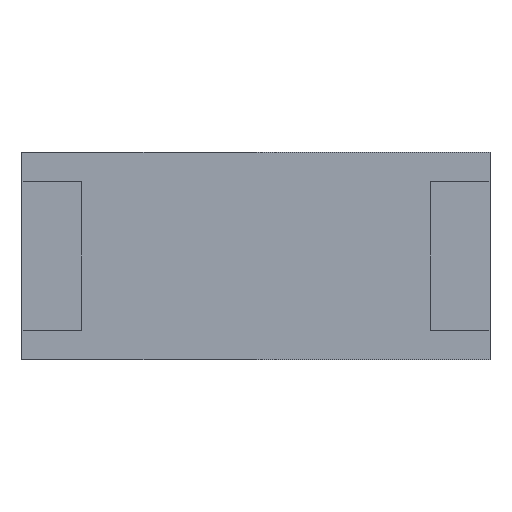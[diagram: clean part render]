
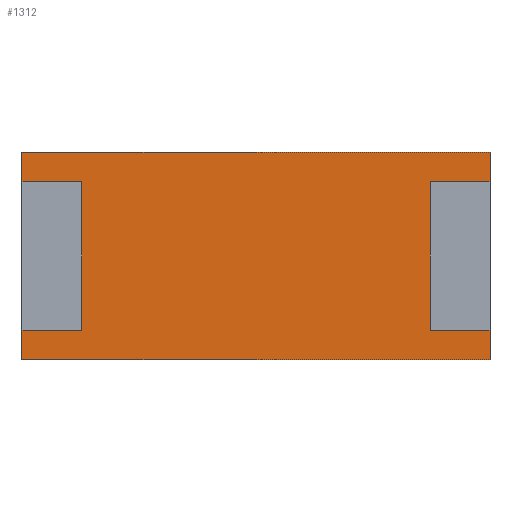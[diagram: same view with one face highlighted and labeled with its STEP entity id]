
A CAD part, front view. The second image highlights one B-rep face of the part: STEP entity #1312.
In plain terms, the highlighted planar face has unit normal (0, -1, 0).
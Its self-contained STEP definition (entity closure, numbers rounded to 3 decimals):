
#5 = ORIENTED_EDGE ( 'NONE', *, *, #543, .F. ) ;
#59 = EDGE_CURVE ( 'NONE', #774, #112, #761, .T. ) ;
#68 = EDGE_CURVE ( 'NONE', #899, #1242, #70, .T. ) ;
#70 = LINE ( 'NONE', #686, #1303 ) ;
#87 = DIRECTION ( 'NONE',  ( -1., 0., 0. ) ) ;
#88 = DIRECTION ( 'NONE',  ( 0., 0., 1. ) ) ;
#107 = DIRECTION ( 'NONE',  ( 1., 0., 0. ) ) ;
#112 = VERTEX_POINT ( 'NONE', #181 ) ;
#136 = DIRECTION ( 'NONE',  ( 0., 0., 1. ) ) ;
#151 = EDGE_CURVE ( 'NONE', #1189, #899, #170, .T. ) ;
#168 = VECTOR ( 'NONE', #107, 1000. ) ;
#170 = LINE ( 'NONE', #344, #862 ) ;
#181 = CARTESIAN_POINT ( 'NONE',  ( 19.55, -11.2, 17.3 ) ) ;
#209 = ORIENTED_EDGE ( 'NONE', *, *, #68, .F. ) ;
#241 = CARTESIAN_POINT ( 'NONE',  ( -14.55, -11.2, 2.45 ) ) ;
#266 = EDGE_CURVE ( 'NONE', #1038, #352, #795, .T. ) ;
#283 = EDGE_CURVE ( 'NONE', #1288, #774, #493, .T. ) ;
#297 = CARTESIAN_POINT ( 'NONE',  ( 14.55, -11.2, 2.45 ) ) ;
#311 = CARTESIAN_POINT ( 'NONE',  ( 19.55, -11.2, 0. ) ) ;
#323 = CARTESIAN_POINT ( 'NONE',  ( 14.55, -11.2, 14.85 ) ) ;
#344 = CARTESIAN_POINT ( 'NONE',  ( -19.55, -11.2, 0. ) ) ;
#352 = VERTEX_POINT ( 'NONE', #323 ) ;
#361 = LINE ( 'NONE', #550, #964 ) ;
#396 = VERTEX_POINT ( 'NONE', #511 ) ;
#397 = CARTESIAN_POINT ( 'NONE',  ( 19.55, -11.2, 14.85 ) ) ;
#416 = CARTESIAN_POINT ( 'NONE',  ( 14.55, -11.2, 14.85 ) ) ;
#417 = ORIENTED_EDGE ( 'NONE', *, *, #584, .F. ) ;
#463 = CARTESIAN_POINT ( 'NONE',  ( 19.55, -11.2, 17.3 ) ) ;
#470 = CARTESIAN_POINT ( 'NONE',  ( -19.55, -11.2, 14.85 ) ) ;
#471 = CARTESIAN_POINT ( 'NONE',  ( 19.55, -11.2, 17.3 ) ) ;
#493 = LINE ( 'NONE', #697, #1336 ) ;
#500 = ORIENTED_EDGE ( 'NONE', *, *, #283, .F. ) ;
#511 = CARTESIAN_POINT ( 'NONE',  ( 14.55, -11.2, 2.45 ) ) ;
#528 = CARTESIAN_POINT ( 'NONE',  ( 19.55, -11.2, 2.45 ) ) ;
#540 = VERTEX_POINT ( 'NONE', #1275 ) ;
#543 = EDGE_CURVE ( 'NONE', #1242, #540, #361, .T. ) ;
#550 = CARTESIAN_POINT ( 'NONE',  ( -14.55, -11.2, 2.45 ) ) ;
#561 = ORIENTED_EDGE ( 'NONE', *, *, #850, .F. ) ;
#563 = LINE ( 'NONE', #1064, #1296 ) ;
#584 = EDGE_CURVE ( 'NONE', #933, #1230, #661, .T. ) ;
#601 = ORIENTED_EDGE ( 'NONE', *, *, #151, .F. ) ;
#608 = ORIENTED_EDGE ( 'NONE', *, *, #1327, .T. ) ;
#620 = CARTESIAN_POINT ( 'NONE',  ( 14.55, -11.2, 2.45 ) ) ;
#657 = EDGE_CURVE ( 'NONE', #112, #1038, #780, .T. ) ;
#658 = DIRECTION ( 'NONE',  ( 1., 0., 0. ) ) ;
#661 = LINE ( 'NONE', #463, #1248 ) ;
#686 = CARTESIAN_POINT ( 'NONE',  ( -14.55, -11.2, 2.45 ) ) ;
#687 = EDGE_CURVE ( 'NONE', #540, #1288, #1005, .T. ) ;
#697 = CARTESIAN_POINT ( 'NONE',  ( -19.55, -11.2, 0. ) ) ;
#701 = CARTESIAN_POINT ( 'NONE',  ( -19.55, -11.2, 2.45 ) ) ;
#722 = VECTOR ( 'NONE', #87, 1000. ) ;
#751 = FACE_OUTER_BOUND ( 'NONE', #1156, .T. ) ;
#761 = LINE ( 'NONE', #885, #773 ) ;
#771 = CARTESIAN_POINT ( 'NONE',  ( -14.55, -11.2, 14.85 ) ) ;
#773 = VECTOR ( 'NONE', #658, 1000. ) ;
#774 = VERTEX_POINT ( 'NONE', #1123 ) ;
#780 = LINE ( 'NONE', #471, #855 ) ;
#787 = DIRECTION ( 'NONE',  ( 0., 0., -1. ) ) ;
#795 = LINE ( 'NONE', #416, #983 ) ;
#837 = ORIENTED_EDGE ( 'NONE', *, *, #1053, .F. ) ;
#850 = EDGE_CURVE ( 'NONE', #396, #933, #930, .T. ) ;
#855 = VECTOR ( 'NONE', #1311, 1000. ) ;
#862 = VECTOR ( 'NONE', #1061, 1000. ) ;
#877 = DIRECTION ( 'NONE',  ( 0., 1., 0. ) ) ;
#880 = ORIENTED_EDGE ( 'NONE', *, *, #687, .F. ) ;
#885 = CARTESIAN_POINT ( 'NONE',  ( -11.45, -11.2, 17.3 ) ) ;
#899 = VERTEX_POINT ( 'NONE', #701 ) ;
#930 = LINE ( 'NONE', #620, #168 ) ;
#933 = VERTEX_POINT ( 'NONE', #528 ) ;
#956 = DIRECTION ( 'NONE',  ( 0., 0., -1. ) ) ;
#964 = VECTOR ( 'NONE', #973, 1000. ) ;
#973 = DIRECTION ( 'NONE',  ( 0., 0., 1. ) ) ;
#976 = ORIENTED_EDGE ( 'NONE', *, *, #59, .F. ) ;
#983 = VECTOR ( 'NONE', #1241, 1000. ) ;
#1005 = LINE ( 'NONE', #771, #722 ) ;
#1025 = AXIS2_PLACEMENT_3D ( 'NONE', #1166, #877, #136 ) ;
#1038 = VERTEX_POINT ( 'NONE', #397 ) ;
#1053 = EDGE_CURVE ( 'NONE', #352, #396, #1310, .T. ) ;
#1057 = PLANE ( 'NONE',  #1025 ) ;
#1061 = DIRECTION ( 'NONE',  ( 0., 0., 1. ) ) ;
#1064 = CARTESIAN_POINT ( 'NONE',  ( -16.45, -11.2, 0. ) ) ;
#1081 = DIRECTION ( 'NONE',  ( 1., 0., 0. ) ) ;
#1123 = CARTESIAN_POINT ( 'NONE',  ( -19.55, -11.2, 17.3 ) ) ;
#1156 = EDGE_LOOP ( 'NONE', ( #1174, #1175, #976, #500, #880, #5, #209, #601, #608, #417, #561, #837 ) ) ;
#1160 = CARTESIAN_POINT ( 'NONE',  ( -19.55, -11.2, 0. ) ) ;
#1166 = CARTESIAN_POINT ( 'NONE',  ( -16.45, -11.2, 5. ) ) ;
#1174 = ORIENTED_EDGE ( 'NONE', *, *, #266, .F. ) ;
#1175 = ORIENTED_EDGE ( 'NONE', *, *, #657, .F. ) ;
#1189 = VERTEX_POINT ( 'NONE', #1160 ) ;
#1230 = VERTEX_POINT ( 'NONE', #311 ) ;
#1241 = DIRECTION ( 'NONE',  ( -1., 0., 0. ) ) ;
#1242 = VERTEX_POINT ( 'NONE', #241 ) ;
#1248 = VECTOR ( 'NONE', #956, 1000. ) ;
#1275 = CARTESIAN_POINT ( 'NONE',  ( -14.55, -11.2, 14.85 ) ) ;
#1288 = VERTEX_POINT ( 'NONE', #470 ) ;
#1296 = VECTOR ( 'NONE', #1081, 1000. ) ;
#1303 = VECTOR ( 'NONE', #1308, 1000. ) ;
#1308 = DIRECTION ( 'NONE',  ( 1., 0., 0. ) ) ;
#1310 = LINE ( 'NONE', #297, #1313 ) ;
#1311 = DIRECTION ( 'NONE',  ( 0., 0., -1. ) ) ;
#1312 = ADVANCED_FACE ( 'NONE', ( #751 ), #1057, .F. ) ;
#1313 = VECTOR ( 'NONE', #787, 1000. ) ;
#1327 = EDGE_CURVE ( 'NONE', #1189, #1230, #563, .T. ) ;
#1336 = VECTOR ( 'NONE', #88, 1000. ) ;
